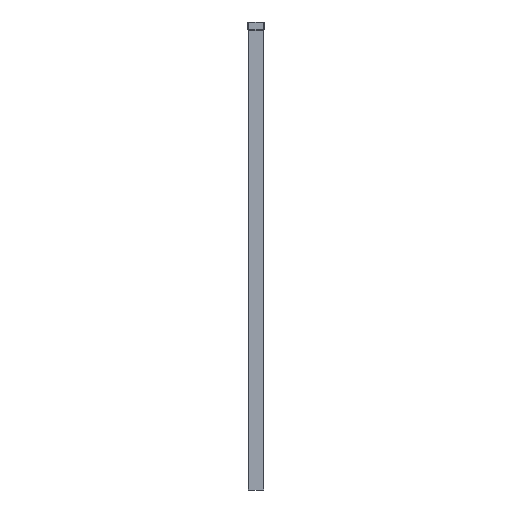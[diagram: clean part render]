
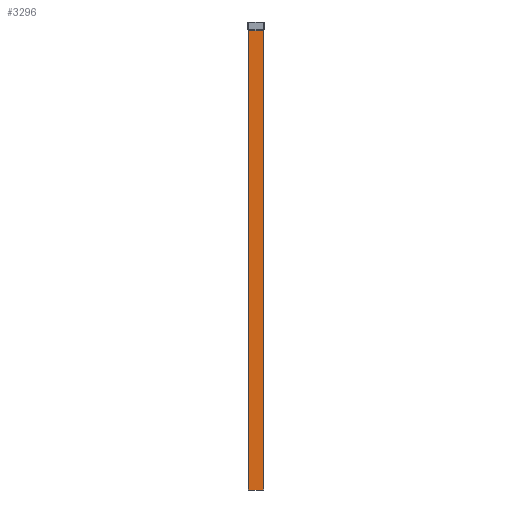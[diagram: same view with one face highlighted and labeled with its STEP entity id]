
A CAD part, front view. The second image highlights one B-rep face of the part: STEP entity #3296.
In plain terms, the highlighted planar face has unit normal (0, -1, 0).
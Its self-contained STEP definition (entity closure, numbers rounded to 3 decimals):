
#161 = CARTESIAN_POINT ( 'NONE',  ( -47.5, 0., 0. ) ) ;
#215 = DIRECTION ( 'NONE',  ( 1., 0., 0. ) ) ;
#319 = CARTESIAN_POINT ( 'NONE',  ( 47.5, 0., 2994.341 ) ) ;
#322 = VECTOR ( 'NONE', #982, 1000. ) ;
#425 = AXIS2_PLACEMENT_3D ( 'NONE', #2786, #1988, #3318 ) ;
#432 = LINE ( 'NONE', #2573, #2276 ) ;
#756 = EDGE_CURVE ( 'NONE', #3218, #2188, #3149, .T. ) ;
#774 = EDGE_CURVE ( 'NONE', #2188, #1905, #1012, .T. ) ;
#982 = DIRECTION ( 'NONE',  ( -1., 0., 0. ) ) ;
#1012 = LINE ( 'NONE', #3078, #1747 ) ;
#1031 = DIRECTION ( 'NONE',  ( 0., 0., -1. ) ) ;
#1187 = ORIENTED_EDGE ( 'NONE', *, *, #774, .T. ) ;
#1263 = DIRECTION ( 'NONE',  ( 0., 0., -1. ) ) ;
#1314 = VERTEX_POINT ( 'NONE', #319 ) ;
#1445 = CARTESIAN_POINT ( 'NONE',  ( -47.5, 0., 2994.341 ) ) ;
#1481 = FACE_OUTER_BOUND ( 'NONE', #3363, .T. ) ;
#1614 = ORIENTED_EDGE ( 'NONE', *, *, #2969, .T. ) ;
#1712 = ORIENTED_EDGE ( 'NONE', *, *, #756, .T. ) ;
#1747 = VECTOR ( 'NONE', #215, 1000. ) ;
#1798 = CARTESIAN_POINT ( 'NONE',  ( 48.5, 0., 2994.341 ) ) ;
#1905 = VERTEX_POINT ( 'NONE', #2566 ) ;
#1988 = DIRECTION ( 'NONE',  ( 0., 1., 0. ) ) ;
#2015 = VECTOR ( 'NONE', #1031, 1000. ) ;
#2188 = VERTEX_POINT ( 'NONE', #161 ) ;
#2275 = LINE ( 'NONE', #1798, #322 ) ;
#2276 = VECTOR ( 'NONE', #1263, 1000. ) ;
#2305 = PLANE ( 'NONE',  #425 ) ;
#2321 = CARTESIAN_POINT ( 'NONE',  ( -47.5, 0., 3050. ) ) ;
#2526 = ORIENTED_EDGE ( 'NONE', *, *, #2885, .F. ) ;
#2566 = CARTESIAN_POINT ( 'NONE',  ( 47.5, 0., 0. ) ) ;
#2573 = CARTESIAN_POINT ( 'NONE',  ( 47.5, 0., 3050. ) ) ;
#2786 = CARTESIAN_POINT ( 'NONE',  ( 0., 0., 3050. ) ) ;
#2885 = EDGE_CURVE ( 'NONE', #1314, #1905, #432, .T. ) ;
#2969 = EDGE_CURVE ( 'NONE', #1314, #3218, #2275, .T. ) ;
#3078 = CARTESIAN_POINT ( 'NONE',  ( 0., 0., 0. ) ) ;
#3149 = LINE ( 'NONE', #2321, #2015 ) ;
#3218 = VERTEX_POINT ( 'NONE', #1445 ) ;
#3296 = ADVANCED_FACE ( 'NONE', ( #1481 ), #2305, .F. ) ;
#3318 = DIRECTION ( 'NONE',  ( -1., 0., 0. ) ) ;
#3363 = EDGE_LOOP ( 'NONE', ( #2526, #1614, #1712, #1187 ) ) ;
